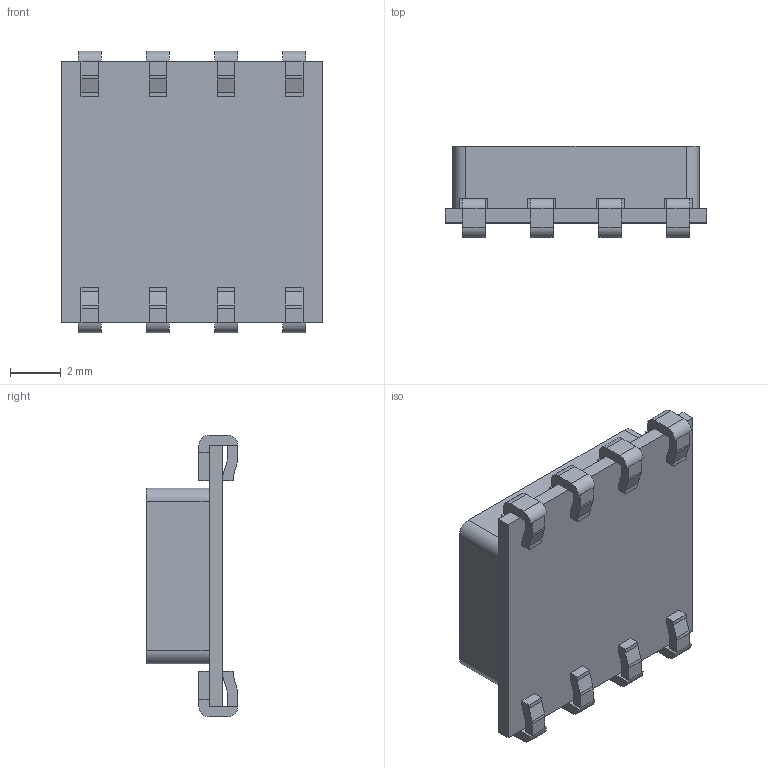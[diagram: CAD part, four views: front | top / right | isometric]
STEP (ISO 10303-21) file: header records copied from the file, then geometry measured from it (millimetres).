
FILE_DESCRIPTION (( 'STEP AP214' ), '1' );
FILE_NAME ('GF.STEP', '2018-10-31T17:02:59', ( '' ), ( '' ), 'SwSTEP 2.0', 'SolidWorks 2018', '' );
FILE_SCHEMA (( 'AUTOMOTIVE_DESIGN' ));
Length unit declared in the file: millimetre
Products named in the file (3): pin; GF; body
Assembly tree (9 placements, depth 2):
  GF
    body
    pin  x8
Bounding box: 10.24 x 3.58 x 11.04 mm (x, y, z)
Volume: 230.9 mm3; surface area: 406.7 mm2
Topology: 9 solids, 9 shells, 270 faces, 716 edges, 472 vertices
Faces by surface type: plane 221, cylinder 38, bspline 11
Entity records: 3723 total; most frequent: CARTESIAN_POINT 1043, ORIENTED_EDGE 536, DIRECTION 472, EDGE_CURVE 268, VECTOR 226, LINE 226, VERTEX_POINT 178, AXIS2_PLACEMENT_3D 123
